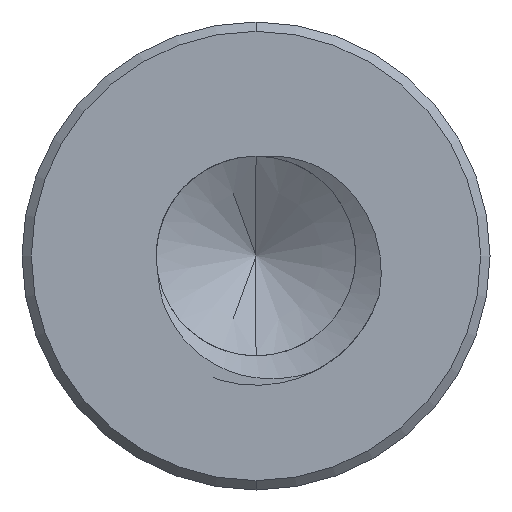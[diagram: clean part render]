
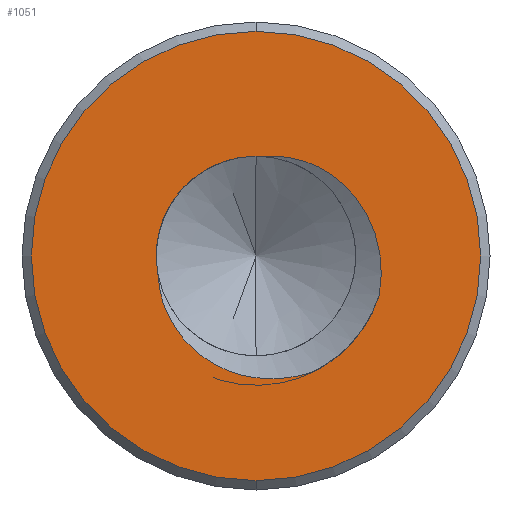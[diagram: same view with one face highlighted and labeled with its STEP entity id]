
A CAD part, front view. The second image highlights one B-rep face of the part: STEP entity #1051.
In plain terms, the highlighted planar face has unit normal (0, -1, 0).
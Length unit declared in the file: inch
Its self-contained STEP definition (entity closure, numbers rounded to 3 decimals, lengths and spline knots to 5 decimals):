
#42 = CARTESIAN_POINT ( 'NONE',  ( 0.05855, 0., 0.02448 ) ) ;
#124 = CARTESIAN_POINT ( 'NONE',  ( 0., 0., 0. ) ) ;
#130 = DIRECTION ( 'NONE',  ( 0., 1., 0. ) ) ;
#243 = VERTEX_POINT ( 'NONE', #838 ) ;
#289 = EDGE_CURVE ( 'NONE', #1128, #2001, #3578, .T. ) ;
#406 = EDGE_CURVE ( 'NONE', #4906, #4114, #4152, .T. ) ;
#456 = CARTESIAN_POINT ( 'NONE',  ( 0.02231, 0., 0.05238 ) ) ;
#497 = DIRECTION ( 'NONE',  ( 0., 0., 1. ) ) ;
#501 = CARTESIAN_POINT ( 'NONE',  ( 0.04993, 0., 0.03538 ) ) ;
#533 = ORIENTED_EDGE ( 'NONE', *, *, #3881, .F. ) ;
#576 = ORIENTED_EDGE ( 'NONE', *, *, #1349, .F. ) ;
#688 = DIRECTION ( 'NONE',  ( 0., 0., 1. ) ) ;
#751 = DIRECTION ( 'NONE',  ( 0., -1., 0. ) ) ;
#765 = AXIS2_PLACEMENT_3D ( 'NONE', #4208, #4704, #2346 ) ;
#770 = CARTESIAN_POINT ( 'NONE',  ( 0.06575, 0., -0.02093 ) ) ;
#798 = CARTESIAN_POINT ( 'NONE',  ( -0.01507, 0., -0.06134 ) ) ;
#818 = VERTEX_POINT ( 'NONE', #1943 ) ;
#836 = CARTESIAN_POINT ( 'NONE',  ( -0.05114, 0., -0.02014 ) ) ;
#838 = CARTESIAN_POINT ( 'NONE',  ( 0., 0., 0.05325 ) ) ;
#961 = ORIENTED_EDGE ( 'NONE', *, *, #2838, .F. ) ;
#977 = CARTESIAN_POINT ( 'NONE',  ( 0., 0., 0. ) ) ;
#1041 = AXIS2_PLACEMENT_3D ( 'NONE', #3224, #4623, #497 ) ;
#1051 = ADVANCED_FACE ( 'NONE', ( #4510, #4652 ), #4913, .F. ) ;
#1069 = VERTEX_POINT ( 'NONE', #3514 ) ;
#1128 = VERTEX_POINT ( 'NONE', #770 ) ;
#1316 = CARTESIAN_POINT ( 'NONE',  ( -0.00609, 0., -0.06411 ) ) ;
#1349 = EDGE_CURVE ( 'NONE', #1069, #818, #2157, .T. ) ;
#1458 = CIRCLE ( 'NONE', #765, 0.05325 ) ;
#1486 = EDGE_CURVE ( 'NONE', #4114, #4906, #5369, .T. ) ;
#1487 = CARTESIAN_POINT ( 'NONE',  ( 0.00347, 0., 0.05314 ) ) ;
#1793 = CARTESIAN_POINT ( 'NONE',  ( -0.05199, 0., -0.01539 ) ) ;
#1871 = CIRCLE ( 'NONE', #2786, 0.05325 ) ;
#1885 = CARTESIAN_POINT ( 'NONE',  ( 0.01275, 0., 0.05393 ) ) ;
#1907 = CARTESIAN_POINT ( 'NONE',  ( 0.06671, 0., -0.00239 ) ) ;
#1923 = CARTESIAN_POINT ( 'NONE',  ( 0.04657, 0., 0.03872 ) ) ;
#1943 = CARTESIAN_POINT ( 'NONE',  ( 0.03126, 0., -0.06151 ) ) ;
#1946 = CARTESIAN_POINT ( 'NONE',  ( 0.03517, 0., 0.04678 ) ) ;
#2001 = VERTEX_POINT ( 'NONE', #2261 ) ;
#2157 = B_SPLINE_CURVE_WITH_KNOTS ( 'NONE', 3,
 ( #4100, #1793, #836, #3606, #4121, #3130, #3647, #5489, #798, #1316, #4069, #2708, #5951, #4570 ),
 .UNSPECIFIED., .F., .F.,
 ( 4, 2, 2, 2, 2, 2, 4 ),
 ( 0.00067, 0.00103, 0.00138, 0.0021, 0.00246, 0.00282, 0.00354 ),
 .UNSPECIFIED. ) ;
#2186 = EDGE_CURVE ( 'NONE', #1128, #818, #4717, .T. ) ;
#2254 = AXIS2_PLACEMENT_3D ( 'NONE', #4348, #130, #2460 ) ;
#2261 = CARTESIAN_POINT ( 'NONE',  ( 0.00347, 0., 0.05314 ) ) ;
#2344 = CARTESIAN_POINT ( 'NONE',  ( 0.06607, 0., 0.00231 ) ) ;
#2346 = DIRECTION ( 'NONE',  ( 0., 0., -1. ) ) ;
#2371 = CARTESIAN_POINT ( 'NONE',  ( 0.06661, 0., -0.01631 ) ) ;
#2460 = DIRECTION ( 'NONE',  ( 0., 0., 1. ) ) ;
#2473 = DIRECTION ( 'NONE',  ( 0., 0., 1. ) ) ;
#2561 = CARTESIAN_POINT ( 'NONE',  ( 0., 0., 0. ) ) ;
#2708 = CARTESIAN_POINT ( 'NONE',  ( 0.01278, 0., -0.06597 ) ) ;
#2741 = ORIENTED_EDGE ( 'NONE', *, *, #289, .F. ) ;
#2786 = AXIS2_PLACEMENT_3D ( 'NONE', #977, #751, #3162 ) ;
#2838 = EDGE_CURVE ( 'NONE', #2001, #243, #1458, .T. ) ;
#2860 = CARTESIAN_POINT ( 'NONE',  ( 0.03916, 0., 0.04442 ) ) ;
#2901 = DIRECTION ( 'NONE',  ( 0., -1., 0. ) ) ;
#3036 = CARTESIAN_POINT ( 'NONE',  ( 0., 0., 0.11985 ) ) ;
#3130 = CARTESIAN_POINT ( 'NONE',  ( -0.03857, 0., -0.04542 ) ) ;
#3162 = DIRECTION ( 'NONE',  ( 0., 0., -1. ) ) ;
#3224 = CARTESIAN_POINT ( 'NONE',  ( 0., 0., 0. ) ) ;
#3514 = CARTESIAN_POINT ( 'NONE',  ( -0.05217, 0., -0.01069 ) ) ;
#3533 = AXIS2_PLACEMENT_3D ( 'NONE', #124, #2901, #2473 ) ;
#3578 = B_SPLINE_CURVE_WITH_KNOTS ( 'NONE', 3,
 ( #3787, #2371, #4207, #1907, #2344, #4670, #42, #501, #1923, #2860, #1946, #456, #1885, #1487 ),
 .UNSPECIFIED., .F., .F.,
 ( 4, 2, 2, 2, 2, 2, 4 ),
 ( 0., 0.00035, 0.00071, 0.00141, 0.00177, 0.00212, 0.00283 ),
 .UNSPECIFIED. ) ;
#3606 = CARTESIAN_POINT ( 'NONE',  ( -0.04822, 0., -0.02911 ) ) ;
#3647 = CARTESIAN_POINT ( 'NONE',  ( -0.03161, 0., -0.05219 ) ) ;
#3787 = CARTESIAN_POINT ( 'NONE',  ( 0.06575, 0., -0.02093 ) ) ;
#3837 = EDGE_LOOP ( 'NONE', ( #576, #533, #961, #2741, #3904 ) ) ;
#3881 = EDGE_CURVE ( 'NONE', #243, #1069, #1871, .T. ) ;
#3904 = ORIENTED_EDGE ( 'NONE', *, *, #2186, .T. ) ;
#4069 = CARTESIAN_POINT ( 'NONE',  ( -0.00143, 0., -0.06495 ) ) ;
#4100 = CARTESIAN_POINT ( 'NONE',  ( -0.05217, 0., -0.01069 ) ) ;
#4114 = VERTEX_POINT ( 'NONE', #4961 ) ;
#4121 = CARTESIAN_POINT ( 'NONE',  ( -0.04614, 0., -0.03342 ) ) ;
#4152 = CIRCLE ( 'NONE', #3533, 0.11985 ) ;
#4207 = CARTESIAN_POINT ( 'NONE',  ( 0.06697, 0., -0.01167 ) ) ;
#4208 = CARTESIAN_POINT ( 'NONE',  ( 0., 0., 0. ) ) ;
#4348 = CARTESIAN_POINT ( 'NONE',  ( 0., 0., 0. ) ) ;
#4375 = DIRECTION ( 'NONE',  ( 0., 1., 0. ) ) ;
#4510 = FACE_OUTER_BOUND ( 'NONE', #5891, .T. ) ;
#4555 = ORIENTED_EDGE ( 'NONE', *, *, #1486, .T. ) ;
#4570 = CARTESIAN_POINT ( 'NONE',  ( 0.03126, 0., -0.06151 ) ) ;
#4623 = DIRECTION ( 'NONE',  ( 0., -1., 0. ) ) ;
#4652 = FACE_BOUND ( 'NONE', #3837, .T. ) ;
#4670 = CARTESIAN_POINT ( 'NONE',  ( 0.06274, 0., 0.01587 ) ) ;
#4704 = DIRECTION ( 'NONE',  ( 0., -1., 0. ) ) ;
#4717 = CIRCLE ( 'NONE', #2254, 0.069 ) ;
#4906 = VERTEX_POINT ( 'NONE', #3036 ) ;
#4913 = PLANE ( 'NONE',  #5724 ) ;
#4961 = CARTESIAN_POINT ( 'NONE',  ( 0., 0., -0.11985 ) ) ;
#5243 = ORIENTED_EDGE ( 'NONE', *, *, #406, .T. ) ;
#5369 = CIRCLE ( 'NONE', #1041, 0.11985 ) ;
#5489 = CARTESIAN_POINT ( 'NONE',  ( -0.01947, 0., -0.05939 ) ) ;
#5724 = AXIS2_PLACEMENT_3D ( 'NONE', #2561, #4375, #688 ) ;
#5891 = EDGE_LOOP ( 'NONE', ( #5243, #4555 ) ) ;
#5951 = CARTESIAN_POINT ( 'NONE',  ( 0.02228, 0., -0.06469 ) ) ;
